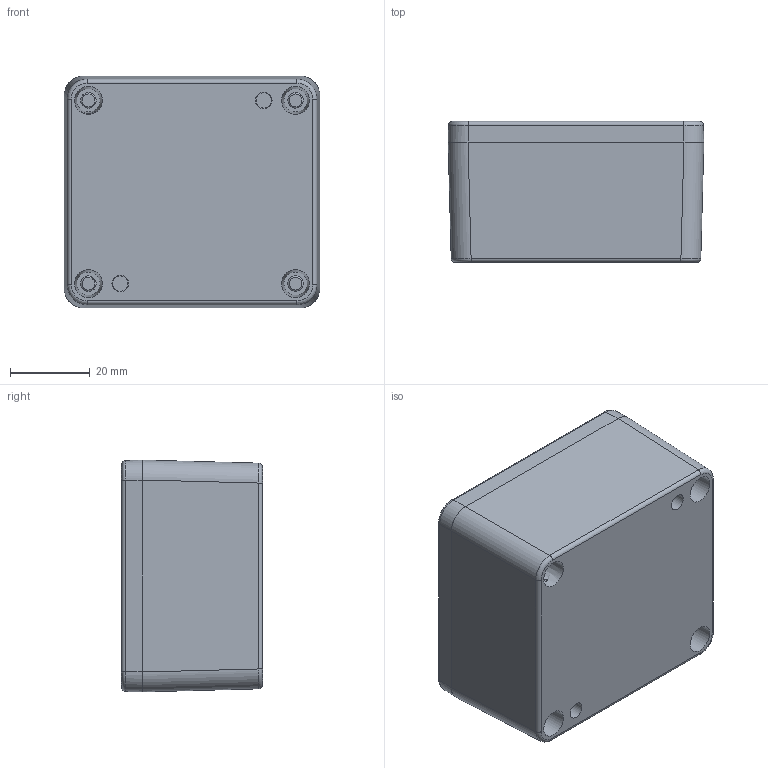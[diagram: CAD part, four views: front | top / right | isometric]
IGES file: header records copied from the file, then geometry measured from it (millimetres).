
Global section: file name: No Iges File Name specified; native system: Autodesk Inventor 2012; preprocessor: AutoDesk Inventor Iges Exporter R2012; author: lwalsh; date: 20120213.114506; units: millimetre
Bounding box: 64.2 x 35.4 x 58.2 mm (x, y, z)
Volume: 48236.4 mm3; surface area: 37000.4 mm2
Topology: 7 solids, 7 shells, 1402 faces, 3519 edges, 2196 vertices
Faces by surface type: plane 409, bspline 351, revolution 200, cylinder 176, cone 170, torus 96
Full cylindrical faces by diameter (mm): 3.3 x4, 3.9 x60, 7.5 x4
